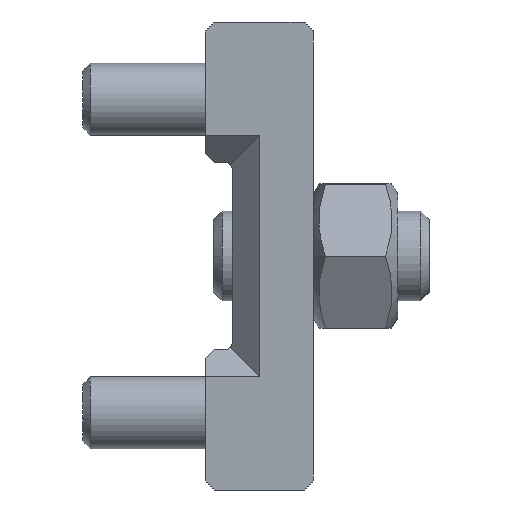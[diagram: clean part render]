
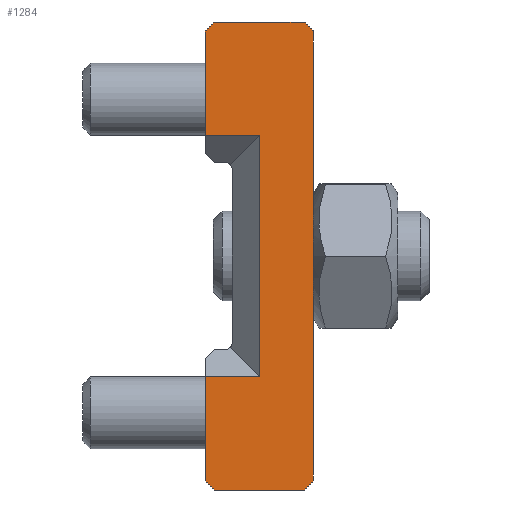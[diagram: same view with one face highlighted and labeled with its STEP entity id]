
A CAD part, left-side view. The second image highlights one B-rep face of the part: STEP entity #1284.
In plain terms, the highlighted face is planar.
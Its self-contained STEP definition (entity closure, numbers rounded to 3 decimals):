
#117=PLANE('',#1494);
#173=FACE_OUTER_BOUND('',#248,.T.);
#248=EDGE_LOOP('',(#992,#993,#994,#995,#996,#997,#998,#999,#1000,#1001,
#1002,#1003));
#343=LINE('',#2086,#449);
#347=LINE('',#2095,#453);
#350=LINE('',#2099,#456);
#354=LINE('',#2106,#460);
#355=LINE('',#2109,#461);
#356=LINE('',#2111,#462);
#357=LINE('',#2113,#463);
#358=LINE('',#2115,#464);
#359=LINE('',#2117,#465);
#360=LINE('',#2119,#466);
#361=LINE('',#2121,#467);
#362=LINE('',#2122,#468);
#449=VECTOR('',#1702,10.);
#453=VECTOR('',#1710,10.);
#456=VECTOR('',#1715,10.);
#460=VECTOR('',#1721,10.);
#461=VECTOR('',#1724,10.);
#462=VECTOR('',#1725,10.);
#463=VECTOR('',#1726,10.);
#464=VECTOR('',#1727,10.);
#465=VECTOR('',#1728,10.);
#466=VECTOR('',#1729,10.);
#467=VECTOR('',#1730,10.);
#468=VECTOR('',#1731,10.);
#612=VERTEX_POINT('',#2083);
#613=VERTEX_POINT('',#2085);
#615=VERTEX_POINT('',#2093);
#616=VERTEX_POINT('',#2094);
#618=VERTEX_POINT('',#2104);
#619=VERTEX_POINT('',#2108);
#620=VERTEX_POINT('',#2110);
#621=VERTEX_POINT('',#2112);
#622=VERTEX_POINT('',#2114);
#623=VERTEX_POINT('',#2116);
#624=VERTEX_POINT('',#2118);
#625=VERTEX_POINT('',#2120);
#753=EDGE_CURVE('',#612,#613,#343,.T.);
#757=EDGE_CURVE('',#615,#616,#347,.T.);
#760=EDGE_CURVE('',#616,#612,#350,.T.);
#764=EDGE_CURVE('',#618,#615,#354,.T.);
#765=EDGE_CURVE('',#619,#618,#355,.T.);
#766=EDGE_CURVE('',#620,#619,#356,.T.);
#767=EDGE_CURVE('',#620,#621,#357,.T.);
#768=EDGE_CURVE('',#622,#621,#358,.T.);
#769=EDGE_CURVE('',#623,#622,#359,.T.);
#770=EDGE_CURVE('',#624,#623,#360,.T.);
#771=EDGE_CURVE('',#625,#624,#361,.T.);
#772=EDGE_CURVE('',#613,#625,#362,.T.);
#992=ORIENTED_EDGE('',*,*,#760,.F.);
#993=ORIENTED_EDGE('',*,*,#757,.F.);
#994=ORIENTED_EDGE('',*,*,#764,.F.);
#995=ORIENTED_EDGE('',*,*,#765,.F.);
#996=ORIENTED_EDGE('',*,*,#766,.F.);
#997=ORIENTED_EDGE('',*,*,#767,.T.);
#998=ORIENTED_EDGE('',*,*,#768,.F.);
#999=ORIENTED_EDGE('',*,*,#769,.F.);
#1000=ORIENTED_EDGE('',*,*,#770,.F.);
#1001=ORIENTED_EDGE('',*,*,#771,.F.);
#1002=ORIENTED_EDGE('',*,*,#772,.F.);
#1003=ORIENTED_EDGE('',*,*,#753,.F.);
#1284=ADVANCED_FACE('',(#173),#117,.T.);
#1494=AXIS2_PLACEMENT_3D('',#2107,#1722,#1723);
#1702=DIRECTION('',(0.,0.,1.));
#1710=DIRECTION('',(0.,0.,1.));
#1715=DIRECTION('',(-1.,0.,0.));
#1721=DIRECTION('',(1.,0.,0.));
#1722=DIRECTION('center_axis',(0.,-1.,0.));
#1723=DIRECTION('ref_axis',(0.,0.,-1.));
#1724=DIRECTION('',(0.,0.,1.));
#1725=DIRECTION('',(-0.707,0.,0.707));
#1726=DIRECTION('',(1.,0.,0.));
#1727=DIRECTION('',(-0.707,0.,-0.707));
#1728=DIRECTION('',(0.,0.,-1.));
#1729=DIRECTION('',(0.707,0.,-0.707));
#1730=DIRECTION('',(1.,0.,0.));
#1731=DIRECTION('',(0.707,0.,0.707));
#2083=CARTESIAN_POINT('',(0.,-5.,6.7));
#2085=CARTESIAN_POINT('',(0.,-5.,12.5));
#2086=CARTESIAN_POINT('',(0.,-5.,-13.));
#2093=CARTESIAN_POINT('',(3.,-5.,-6.7));
#2094=CARTESIAN_POINT('',(3.,-5.,6.7));
#2095=CARTESIAN_POINT('',(3.,-5.,3.9));
#2099=CARTESIAN_POINT('',(0.75,-5.,6.7));
#2104=CARTESIAN_POINT('',(0.,-5.,-6.7));
#2106=CARTESIAN_POINT('',(0.,-5.,-6.7));
#2107=CARTESIAN_POINT('Origin',(0.,-5.,13.));
#2108=CARTESIAN_POINT('',(0.,-5.,-12.5));
#2109=CARTESIAN_POINT('',(0.,-5.,-13.));
#2110=CARTESIAN_POINT('',(0.5,-5.,-13.));
#2111=CARTESIAN_POINT('',(-6.25,-5.,-6.25));
#2112=CARTESIAN_POINT('',(5.5,-5.,-13.));
#2113=CARTESIAN_POINT('',(0.,-5.,-13.));
#2114=CARTESIAN_POINT('',(6.,-5.,-12.5));
#2115=CARTESIAN_POINT('',(10.75,-5.,-7.75));
#2116=CARTESIAN_POINT('',(6.,-5.,12.5));
#2117=CARTESIAN_POINT('',(6.,-5.,-13.));
#2118=CARTESIAN_POINT('',(5.5,-5.,13.));
#2119=CARTESIAN_POINT('',(4.25,-5.,14.25));
#2120=CARTESIAN_POINT('',(0.5,-5.,13.));
#2121=CARTESIAN_POINT('',(0.,-5.,13.));
#2122=CARTESIAN_POINT('',(0.25,-5.,12.75));
